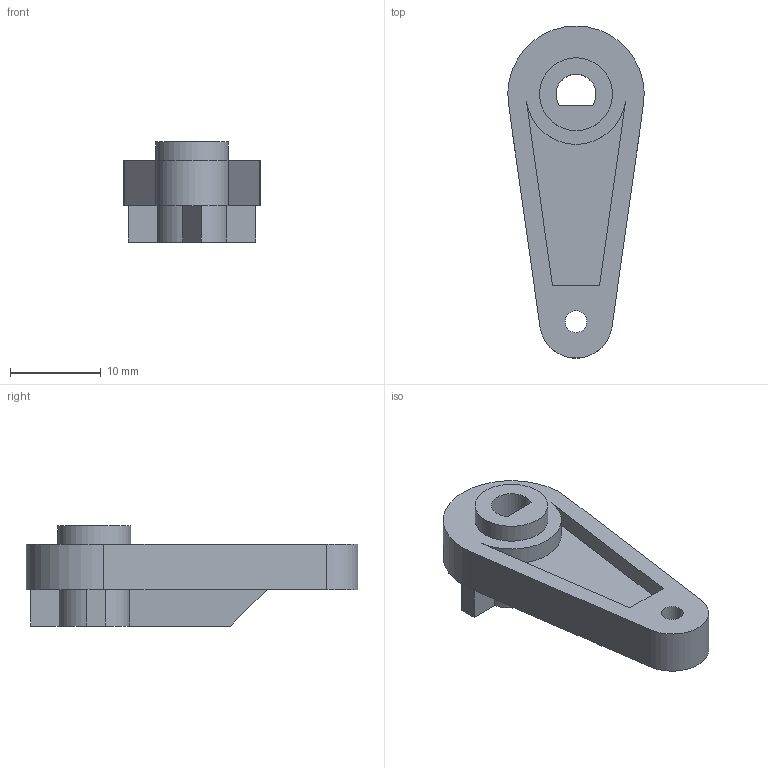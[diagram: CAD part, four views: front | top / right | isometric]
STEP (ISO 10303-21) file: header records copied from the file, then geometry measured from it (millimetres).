
FILE_DESCRIPTION(/* description */ (''),/* implementation_level */ '2;1');
FILE_NAME(/* name */ 'Arm.step',/* time_stamp */ '2021-05-25T19:30:03+02:00',/* author */ (''),/* organization */ (''),/* preprocessor_version */ 'ST-DEVELOPER v18.1',/* originating_system */ 'Autodesk Translation Framework v10.9.0.1377',/* authorisation */ '');
FILE_SCHEMA (('AUTOMOTIVE_DESIGN { 1 0 10303 214 3 1 1 }'));
Length unit declared in the file: millimetre
Products named in the file (1): Arm
Bounding box: 14.99 x 36.49 x 11 mm (x, y, z)
Volume: 2090 mm3; surface area: 1838.1 mm2
Topology: 1 solids, 1 shells, 34 faces, 85 edges, 56 vertices
Faces by surface type: plane 24, cylinder 10
Full cylindrical faces by diameter (mm): 2.4 x1, 8 x1
Entity records: 1062 total; most frequent: DIRECTION 176, CARTESIAN_POINT 176, ORIENTED_EDGE 170, EDGE_CURVE 85, LINE 64, VECTOR 64, VERTEX_POINT 56, AXIS2_PLACEMENT_3D 56
